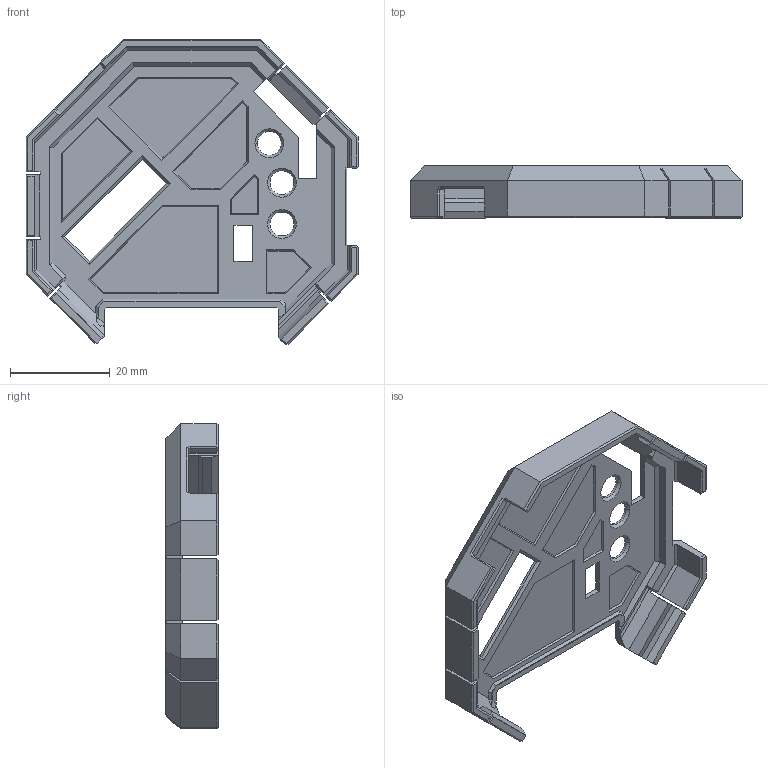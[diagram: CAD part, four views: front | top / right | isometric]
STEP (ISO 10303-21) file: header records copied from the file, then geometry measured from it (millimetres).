
FILE_DESCRIPTION(('FreeCAD Model'),'2;1');
FILE_NAME('LightCase_20b_Cover.STEP','2017-02-20T12:37:55',('Author'),( ''),'Open CASCADE STEP processor 6.8','FreeCAD','Unknown');
FILE_SCHEMA(('AUTOMOTIVE_DESIGN_CC2 { 1 2 10303 214 -1 1 5 4 }'));
Length unit declared in the file: millimetre
Products named in the file (1): LightCase_20b_Cover
Bounding box: 66.66 x 10.5 x 61.17 mm (x, y, z)
Volume: 5238.3 mm3; surface area: 8900.3 mm2
Topology: 1 solids, 1 shells, 296 faces, 782 edges, 493 vertices
Faces by surface type: plane 281, cone 6, cylinder 6, bspline 3
Entity records: 20401 total; most frequent: CARTESIAN_POINT 4633, DIRECTION 2874, LINE 2244, VECTOR 2244, ORIENTED_EDGE 1564, PCURVE 1564, DEFINITIONAL_REPRESENTATION 1564, EDGE_CURVE 782
